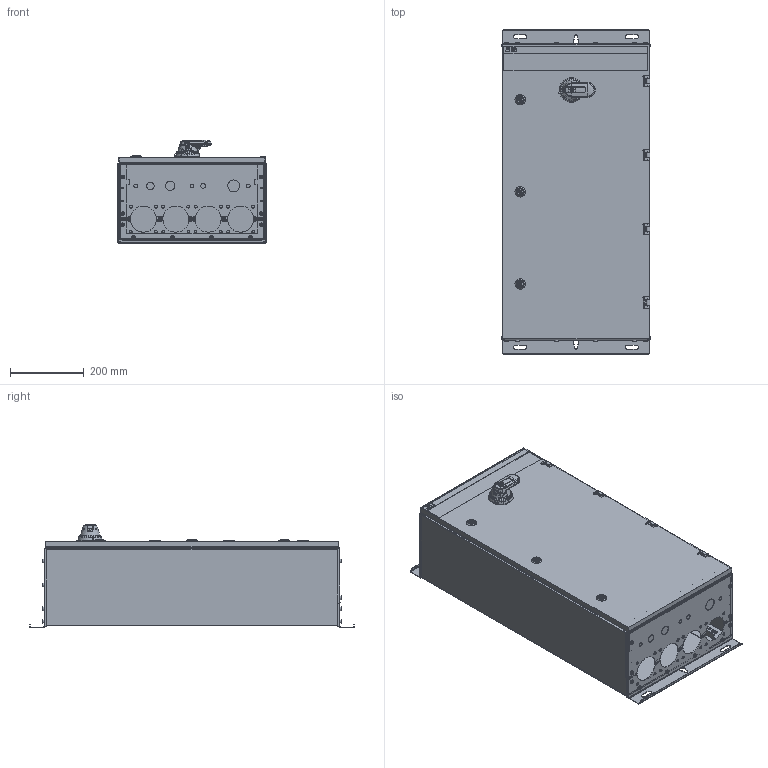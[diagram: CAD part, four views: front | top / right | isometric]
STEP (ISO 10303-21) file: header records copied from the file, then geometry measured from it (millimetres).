
FILE_DESCRIPTION((''),'2;1');
FILE_NAME('OT250KAUR3A_ASM','2018-02-27T',('FIMABER1'),(''),'CREO PARAMETRIC BY PTC INC, 2017170','CREO PARAMETRIC BY PTC INC, 2017170','');
FILE_SCHEMA(('CONFIG_CONTROL_DESIGN'));
Products named in the file (30): MSCZY51_OMA; MSCZK48CC_OMA; MSCZL482CC_OMA; FPTNM5X8X-KOM_TX; OEZXL_5_BA_1; OEZXL_5_AA_1; OEZXL_5C_1; OEZXL5_OMA_ASM; FPTTM5X12X_TORX_1; YKLW3775_OMA; OTKM_482_OMA_ASM; OEZXL7_OMA; CXBY_68347P28_1_; CXBY_68340_8_; CXBY68352_2_; CXBY_68339P3_9_; 001533_1_; SONICLOCKM4X7_5_1_; 001535_1_; CXBY_68346P39_5_; CXBY_68345P4_9_; CXBY_68348P32_10_; CXBY_68344P5_13_; OHB65J6-IDEAS_2__ASM; OHB65J6_OMA_ASM; MSCZNE420CC-IDEAS_OMA; MSCZN421CC_OMA; MSCZN422CC_OMA; FPTNM5X12_TX_IDEAS_A; OT250KAUR3A_ASM
Assembly tree (67 placements, depth 4):
  OT250KAUR3A_ASM
    OTKM_482_OMA_ASM
      MSCZY51_OMA  x3
      MSCZK48CC_OMA
      MSCZL482CC_OMA
      FPTNM5X8X-KOM_TX  x6
      OEZXL5_OMA_ASM  x4
        OEZXL_5_BA_1
        OEZXL_5_AA_1
        OEZXL_5C_1
      FPTTM5X12X_TORX_1  x4
      YKLW3775_OMA
    OEZXL7_OMA  x3
    OHB65J6_OMA_ASM
      OHB65J6-IDEAS_2__ASM
        CXBY_68347P28_1_
        CXBY_68340_8_
        CXBY68352_2_
        CXBY_68339P3_9_
        001533_1_
        SONICLOCKM4X7_5_1_
        001535_1_
        CXBY_68346P39_5_
        CXBY_68345P4_9_
        CXBY_68348P32_10_
        CXBY_68344P5_13_
    MSCZNE420CC-IDEAS_OMA
    MSCZN421CC_OMA
    MSCZN422CC_OMA
    FPTNM5X12_TX_IDEAS_A  x24
Bounding box: 403.5 x 880 x 280.13 mm (x, y, z)
Volume: 2371234.6 mm3; surface area: 2991086.8 mm2
Topology: 68 solids, 72 shells, 3780 faces, 9609 edges, 6039 vertices
Faces by surface type: plane 1817, cylinder 1236, bspline 285, torus 233, cone 187, sphere 21, extrusion 1
Entity records: 137753 total; most frequent: CARTESIAN_POINT 46803, ORIENTED_EDGE 13650, DIRECTION 13363, EDGE_CURVE 6825, PRESENTATION_STYLE_ASSIGNMENT 5438, STYLED_ITEM 5079, AXIS2_PLACEMENT_3D 4893, VERTEX_POINT 4299
